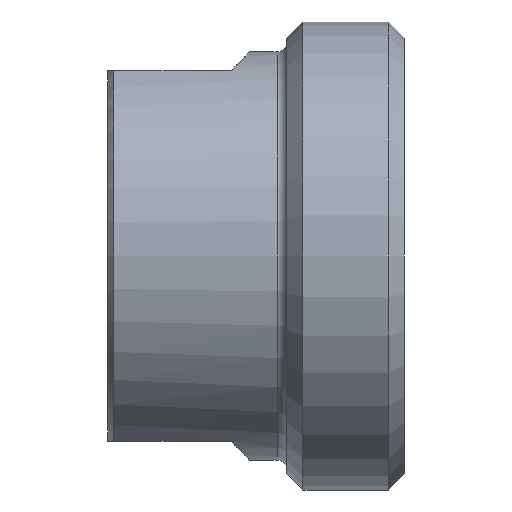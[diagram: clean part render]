
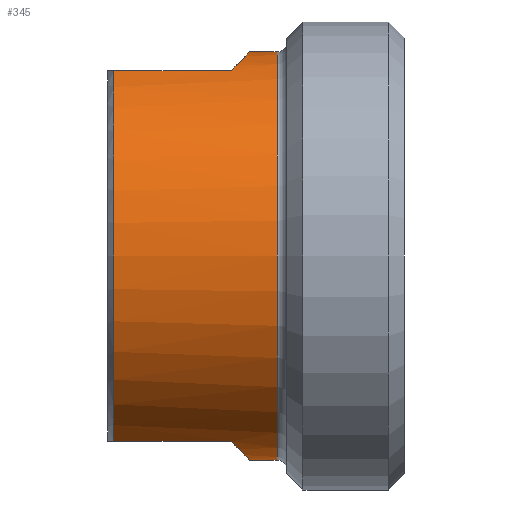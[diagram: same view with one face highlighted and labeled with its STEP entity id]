
A CAD part, front view. The second image highlights one B-rep face of the part: STEP entity #345.
In plain terms, the highlighted cylindrical face has radius 16.5 mm (diameter 33 mm), a full revolution.
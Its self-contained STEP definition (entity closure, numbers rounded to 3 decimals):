
#29=CIRCLE('',#390,16.5);
#30=CIRCLE('',#391,16.5);
#31=CIRCLE('',#392,16.5);
#32=CIRCLE('',#393,16.5);
#33=CIRCLE('',#394,16.5);
#56=CYLINDRICAL_SURFACE('',#389,16.5);
#68=FACE_OUTER_BOUND('',#90,.T.);
#90=EDGE_LOOP('',(#248,#249,#250,#251,#252,#253,#254,#255,#256,#257,#258,
#259,#260));
#114=LINE('',#563,#131);
#116=LINE('',#574,#133);
#118=LINE('',#582,#135);
#120=LINE('',#593,#137);
#121=LINE('',#599,#138);
#131=VECTOR('',#443,10.);
#133=VECTOR('',#445,10.);
#135=VECTOR('',#453,10.);
#137=VECTOR('',#455,10.);
#138=VECTOR('',#460,16.5);
#147=ELLIPSE('',#384,23.335,16.5);
#148=ELLIPSE('',#387,23.335,16.5);
#149=VERTEX_POINT('',#557);
#150=VERTEX_POINT('',#558);
#151=VERTEX_POINT('',#562);
#154=VERTEX_POINT('',#570);
#155=VERTEX_POINT('',#576);
#156=VERTEX_POINT('',#577);
#157=VERTEX_POINT('',#581);
#160=VERTEX_POINT('',#589);
#161=VERTEX_POINT('',#595);
#162=VERTEX_POINT('',#596);
#163=VERTEX_POINT('',#598);
#182=EDGE_CURVE('',#149,#150,#147,.T.);
#184=EDGE_CURVE('',#151,#149,#114,.T.);
#188=EDGE_CURVE('',#150,#154,#116,.T.);
#189=EDGE_CURVE('',#155,#156,#148,.T.);
#191=EDGE_CURVE('',#157,#155,#118,.T.);
#195=EDGE_CURVE('',#156,#160,#120,.T.);
#196=EDGE_CURVE('',#161,#162,#29,.T.);
#197=EDGE_CURVE('',#161,#163,#121,.T.);
#198=EDGE_CURVE('',#157,#163,#30,.T.);
#199=EDGE_CURVE('',#151,#160,#31,.T.);
#200=EDGE_CURVE('',#163,#154,#32,.T.);
#201=EDGE_CURVE('',#162,#161,#33,.T.);
#248=ORIENTED_EDGE('',*,*,#196,.F.);
#249=ORIENTED_EDGE('',*,*,#197,.T.);
#250=ORIENTED_EDGE('',*,*,#198,.F.);
#251=ORIENTED_EDGE('',*,*,#191,.T.);
#252=ORIENTED_EDGE('',*,*,#189,.T.);
#253=ORIENTED_EDGE('',*,*,#195,.T.);
#254=ORIENTED_EDGE('',*,*,#199,.F.);
#255=ORIENTED_EDGE('',*,*,#184,.T.);
#256=ORIENTED_EDGE('',*,*,#182,.T.);
#257=ORIENTED_EDGE('',*,*,#188,.T.);
#258=ORIENTED_EDGE('',*,*,#200,.F.);
#259=ORIENTED_EDGE('',*,*,#197,.F.);
#260=ORIENTED_EDGE('',*,*,#201,.F.);
#345=ADVANCED_FACE('',(#68),#56,.T.);
#384=AXIS2_PLACEMENT_3D('',#559,#438,#439);
#387=AXIS2_PLACEMENT_3D('',#578,#448,#449);
#389=AXIS2_PLACEMENT_3D('',#594,#456,#457);
#390=AXIS2_PLACEMENT_3D('',#597,#458,#459);
#391=AXIS2_PLACEMENT_3D('',#600,#461,#462);
#392=AXIS2_PLACEMENT_3D('',#601,#463,#464);
#393=AXIS2_PLACEMENT_3D('',#602,#465,#466);
#394=AXIS2_PLACEMENT_3D('',#603,#467,#468);
#438=DIRECTION('center_axis',(0.707,0.,-0.707));
#439=DIRECTION('ref_axis',(0.707,0.,0.707));
#443=DIRECTION('',(1.,0.,0.));
#445=DIRECTION('',(-1.,0.,0.));
#448=DIRECTION('center_axis',(0.707,0.,0.707));
#449=DIRECTION('ref_axis',(-0.707,0.,0.707));
#453=DIRECTION('',(1.,0.,0.));
#455=DIRECTION('',(-1.,0.,0.));
#456=DIRECTION('center_axis',(1.,0.,0.));
#457=DIRECTION('ref_axis',(0.,1.,0.));
#458=DIRECTION('center_axis',(1.,0.,0.));
#459=DIRECTION('ref_axis',(0.,-1.,0.));
#460=DIRECTION('',(-1.,0.,0.));
#461=DIRECTION('center_axis',(-1.,0.,0.));
#462=DIRECTION('ref_axis',(0.,-1.,0.));
#463=DIRECTION('center_axis',(-1.,0.,0.));
#464=DIRECTION('ref_axis',(0.,-1.,0.));
#465=DIRECTION('center_axis',(-1.,0.,0.));
#466=DIRECTION('ref_axis',(0.,-1.,0.));
#467=DIRECTION('center_axis',(1.,0.,0.));
#468=DIRECTION('ref_axis',(0.,-1.,0.));
#557=CARTESIAN_POINT('',(-14.,6.874,15.));
#558=CARTESIAN_POINT('',(-14.,-6.874,15.));
#559=CARTESIAN_POINT('Origin',(-29.,0.,0.));
#562=CARTESIAN_POINT('',(-23.5,6.874,15.));
#563=CARTESIAN_POINT('',(-16.75,6.874,15.));
#570=CARTESIAN_POINT('',(-23.5,-6.874,15.));
#574=CARTESIAN_POINT('',(-16.75,-6.874,15.));
#576=CARTESIAN_POINT('',(-14.,-6.874,-15.));
#577=CARTESIAN_POINT('',(-14.,6.874,-15.));
#578=CARTESIAN_POINT('Origin',(-29.,0.,0.));
#581=CARTESIAN_POINT('',(-23.5,-6.874,-15.));
#582=CARTESIAN_POINT('',(-16.75,-6.874,-15.));
#589=CARTESIAN_POINT('',(-23.5,6.874,-15.));
#593=CARTESIAN_POINT('',(-16.75,6.874,-15.));
#594=CARTESIAN_POINT('Origin',(-16.75,0.,0.));
#595=CARTESIAN_POINT('',(-10.3,-16.5,0.));
#596=CARTESIAN_POINT('',(-10.3,0.,16.5));
#597=CARTESIAN_POINT('Origin',(-10.3,0.,0.));
#598=CARTESIAN_POINT('',(-23.5,-16.5,0.));
#599=CARTESIAN_POINT('',(-16.75,-16.5,0.));
#600=CARTESIAN_POINT('Origin',(-23.5,0.,0.));
#601=CARTESIAN_POINT('Origin',(-23.5,0.,0.));
#602=CARTESIAN_POINT('Origin',(-23.5,0.,0.));
#603=CARTESIAN_POINT('Origin',(-10.3,0.,0.));
